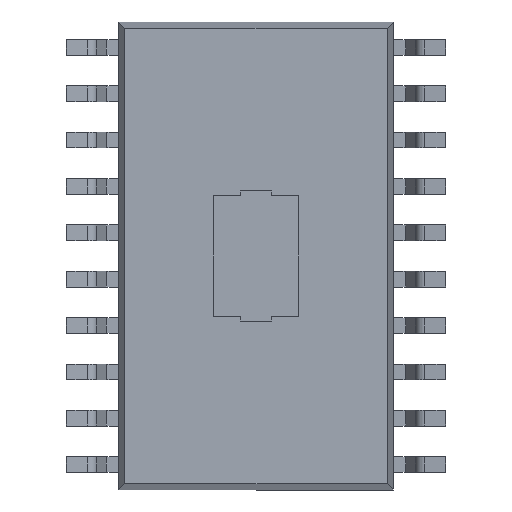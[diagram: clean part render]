
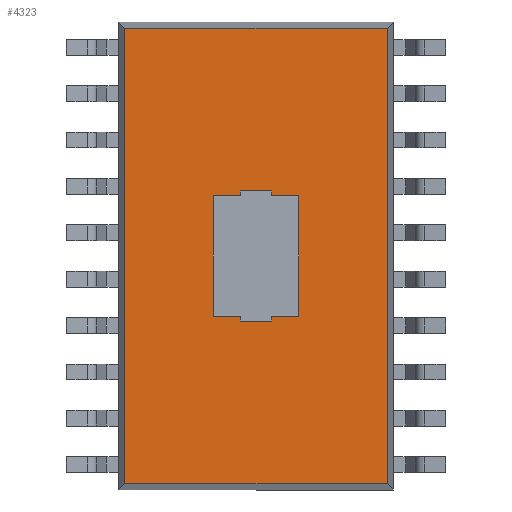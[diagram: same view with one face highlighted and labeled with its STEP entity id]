
A CAD part, front view. The second image highlights one B-rep face of the part: STEP entity #4323.
In plain terms, the highlighted planar face has unit normal (0, -1, 0).
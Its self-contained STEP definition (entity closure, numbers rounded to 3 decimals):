
#19 = CARTESIAN_POINT ( 'NONE',  ( -0.43, 0., -1.785 ) ) ;
#32 = ORIENTED_EDGE ( 'NONE', *, *, #3229, .F. ) ;
#90 = DIRECTION ( 'NONE',  ( 1., 0., 0. ) ) ;
#489 = VERTEX_POINT ( 'NONE', #6855 ) ;
#510 = VERTEX_POINT ( 'NONE', #6139 ) ;
#623 = EDGE_CURVE ( 'NONE', #3979, #510, #3407, .T. ) ;
#707 = VERTEX_POINT ( 'NONE', #3444 ) ;
#729 = VERTEX_POINT ( 'NONE', #8911 ) ;
#815 = DIRECTION ( 'NONE',  ( 0., 0., -1. ) ) ;
#890 = ORIENTED_EDGE ( 'NONE', *, *, #8252, .F. ) ;
#900 = EDGE_CURVE ( 'NONE', #7594, #2923, #6568, .T. ) ;
#931 = VERTEX_POINT ( 'NONE', #9315 ) ;
#1039 = FACE_OUTER_BOUND ( 'NONE', #2203, .T. ) ;
#1048 = EDGE_CURVE ( 'NONE', #1366, #707, #6154, .T. ) ;
#1155 = VECTOR ( 'NONE', #7721, 1000. ) ;
#1181 = LINE ( 'NONE', #5526, #8055 ) ;
#1341 = LINE ( 'NONE', #6370, #9431 ) ;
#1363 = DIRECTION ( 'NONE',  ( 0., 0., -1. ) ) ;
#1366 = VERTEX_POINT ( 'NONE', #4653 ) ;
#1463 = VERTEX_POINT ( 'NONE', #9441 ) ;
#1474 = ORIENTED_EDGE ( 'NONE', *, *, #9646, .F. ) ;
#1585 = LINE ( 'NONE', #4700, #6868 ) ;
#1594 = ORIENTED_EDGE ( 'NONE', *, *, #6613, .T. ) ;
#1681 = DIRECTION ( 'NONE',  ( 0., 0., 1. ) ) ;
#1715 = CARTESIAN_POINT ( 'NONE',  ( 0.43, 0., -1.655 ) ) ;
#1747 = ORIENTED_EDGE ( 'NONE', *, *, #9348, .T. ) ;
#1848 = EDGE_CURVE ( 'NONE', #510, #3798, #2790, .T. ) ;
#2203 = EDGE_LOOP ( 'NONE', ( #1594, #6639, #7897, #1747 ) ) ;
#2215 = CARTESIAN_POINT ( 'NONE',  ( -0.43, 0., -1.655 ) ) ;
#2316 = ORIENTED_EDGE ( 'NONE', *, *, #2586, .F. ) ;
#2372 = LINE ( 'NONE', #8794, #7415 ) ;
#2491 = ORIENTED_EDGE ( 'NONE', *, *, #623, .F. ) ;
#2586 = EDGE_CURVE ( 'NONE', #3533, #3979, #5986, .T. ) ;
#2642 = DIRECTION ( 'NONE',  ( 0., -1., 0. ) ) ;
#2790 = LINE ( 'NONE', #6682, #8088 ) ;
#2923 = VERTEX_POINT ( 'NONE', #6028 ) ;
#3049 = ORIENTED_EDGE ( 'NONE', *, *, #3607, .F. ) ;
#3130 = EDGE_LOOP ( 'NONE', ( #1474, #6738, #3994, #890, #6816, #8277, #5744, #32, #6415, #2491, #2316, #3049 ) ) ;
#3229 = EDGE_CURVE ( 'NONE', #3798, #1463, #1181, .T. ) ;
#3407 = LINE ( 'NONE', #4109, #9895 ) ;
#3408 = DIRECTION ( 'NONE',  ( 0., 0., -1. ) ) ;
#3443 = LINE ( 'NONE', #4243, #4201 ) ;
#3444 = CARTESIAN_POINT ( 'NONE',  ( 3.591, 0., -6.244 ) ) ;
#3533 = VERTEX_POINT ( 'NONE', #7703 ) ;
#3557 = CARTESIAN_POINT ( 'NONE',  ( -1.175, 0., 1.655 ) ) ;
#3607 = EDGE_CURVE ( 'NONE', #931, #3533, #5113, .T. ) ;
#3634 = VERTEX_POINT ( 'NONE', #1715 ) ;
#3652 = CARTESIAN_POINT ( 'NONE',  ( 0.43, 0., -1.655 ) ) ;
#3739 = CARTESIAN_POINT ( 'NONE',  ( 3.591, 0., 6.244 ) ) ;
#3798 = VERTEX_POINT ( 'NONE', #3557 ) ;
#3800 = EDGE_CURVE ( 'NONE', #707, #9259, #2372, .T. ) ;
#3912 = CARTESIAN_POINT ( 'NONE',  ( 0.43, 0., -1.785 ) ) ;
#3928 = DIRECTION ( 'NONE',  ( -1., 0., 0. ) ) ;
#3929 = VECTOR ( 'NONE', #6046, 1000. ) ;
#3979 = VERTEX_POINT ( 'NONE', #7903 ) ;
#3994 = ORIENTED_EDGE ( 'NONE', *, *, #8107, .F. ) ;
#4109 = CARTESIAN_POINT ( 'NONE',  ( -0.43, 0., 1.655 ) ) ;
#4201 = VECTOR ( 'NONE', #8793, 1000. ) ;
#4243 = CARTESIAN_POINT ( 'NONE',  ( -1.175, 0., -1.655 ) ) ;
#4323 = ADVANCED_FACE ( 'NONE', ( #9955, #1039 ), #6653, .T. ) ;
#4440 = VECTOR ( 'NONE', #6832, 1000. ) ;
#4606 = EDGE_CURVE ( 'NONE', #9173, #7594, #9818, .T. ) ;
#4653 = CARTESIAN_POINT ( 'NONE',  ( -3.591, 0., -6.244 ) ) ;
#4661 = DIRECTION ( 'NONE',  ( 0., 0., -1. ) ) ;
#4700 = CARTESIAN_POINT ( 'NONE',  ( 0.43, 0., 1.655 ) ) ;
#4889 = EDGE_CURVE ( 'NONE', #1463, #9173, #3443, .T. ) ;
#5113 = LINE ( 'NONE', #7882, #9847 ) ;
#5319 = CARTESIAN_POINT ( 'NONE',  ( -0.43, 0., -1.655 ) ) ;
#5364 = VECTOR ( 'NONE', #1363, 1000. ) ;
#5374 = CARTESIAN_POINT ( 'NONE',  ( -3.591, 0., 6.413 ) ) ;
#5526 = CARTESIAN_POINT ( 'NONE',  ( -1.175, 0., -1.655 ) ) ;
#5744 = ORIENTED_EDGE ( 'NONE', *, *, #4889, .F. ) ;
#5798 = LINE ( 'NONE', #8213, #3929 ) ;
#5986 = LINE ( 'NONE', #9436, #9027 ) ;
#6028 = CARTESIAN_POINT ( 'NONE',  ( 0.43, 0., -1.785 ) ) ;
#6046 = DIRECTION ( 'NONE',  ( -1., 0., 0. ) ) ;
#6071 = VECTOR ( 'NONE', #90, 1000. ) ;
#6139 = CARTESIAN_POINT ( 'NONE',  ( -0.43, 0., 1.655 ) ) ;
#6154 = LINE ( 'NONE', #8776, #7237 ) ;
#6370 = CARTESIAN_POINT ( 'NONE',  ( 1.175, 0., -1.655 ) ) ;
#6415 = ORIENTED_EDGE ( 'NONE', *, *, #1848, .F. ) ;
#6416 = LINE ( 'NONE', #3912, #1155 ) ;
#6441 = DIRECTION ( 'NONE',  ( 0., 0., 1. ) ) ;
#6453 = DIRECTION ( 'NONE',  ( 1., 0., 0. ) ) ;
#6568 = LINE ( 'NONE', #7069, #6071 ) ;
#6582 = LINE ( 'NONE', #5374, #5364 ) ;
#6613 = EDGE_CURVE ( 'NONE', #489, #1366, #6582, .T. ) ;
#6639 = ORIENTED_EDGE ( 'NONE', *, *, #1048, .T. ) ;
#6653 = PLANE ( 'NONE',  #7828 ) ;
#6682 = CARTESIAN_POINT ( 'NONE',  ( -1.175, 0., 1.655 ) ) ;
#6733 = DIRECTION ( 'NONE',  ( 0., 0., 1. ) ) ;
#6738 = ORIENTED_EDGE ( 'NONE', *, *, #9725, .F. ) ;
#6816 = ORIENTED_EDGE ( 'NONE', *, *, #900, .F. ) ;
#6832 = DIRECTION ( 'NONE',  ( 1., 0., 0. ) ) ;
#6855 = CARTESIAN_POINT ( 'NONE',  ( -3.591, 0., 6.244 ) ) ;
#6868 = VECTOR ( 'NONE', #7786, 1000. ) ;
#7069 = CARTESIAN_POINT ( 'NONE',  ( -0.43, 0., -1.785 ) ) ;
#7237 = VECTOR ( 'NONE', #6453, 1000. ) ;
#7343 = CARTESIAN_POINT ( 'NONE',  ( 0., 0., 0. ) ) ;
#7415 = VECTOR ( 'NONE', #6733, 1000. ) ;
#7463 = DIRECTION ( 'NONE',  ( -1., 0., 0. ) ) ;
#7594 = VERTEX_POINT ( 'NONE', #19 ) ;
#7703 = CARTESIAN_POINT ( 'NONE',  ( 0.43, 0., 1.785 ) ) ;
#7721 = DIRECTION ( 'NONE',  ( 0., 0., 1. ) ) ;
#7786 = DIRECTION ( 'NONE',  ( -1., 0., 0. ) ) ;
#7828 = AXIS2_PLACEMENT_3D ( 'NONE', #7343, #2642, #3408 ) ;
#7882 = CARTESIAN_POINT ( 'NONE',  ( 0.43, 0., 1.785 ) ) ;
#7897 = ORIENTED_EDGE ( 'NONE', *, *, #3800, .T. ) ;
#7903 = CARTESIAN_POINT ( 'NONE',  ( -0.43, 0., 1.785 ) ) ;
#8055 = VECTOR ( 'NONE', #815, 1000. ) ;
#8088 = VECTOR ( 'NONE', #7463, 1000. ) ;
#8107 = EDGE_CURVE ( 'NONE', #3634, #729, #8631, .T. ) ;
#8213 = CARTESIAN_POINT ( 'NONE',  ( 3.76, 0., 6.244 ) ) ;
#8236 = CARTESIAN_POINT ( 'NONE',  ( 1.175, 0., 1.655 ) ) ;
#8252 = EDGE_CURVE ( 'NONE', #2923, #3634, #6416, .T. ) ;
#8277 = ORIENTED_EDGE ( 'NONE', *, *, #4606, .F. ) ;
#8631 = LINE ( 'NONE', #3652, #4440 ) ;
#8776 = CARTESIAN_POINT ( 'NONE',  ( -3.76, 0., -6.244 ) ) ;
#8793 = DIRECTION ( 'NONE',  ( 1., 0., 0. ) ) ;
#8794 = CARTESIAN_POINT ( 'NONE',  ( 3.591, 0., -6.413 ) ) ;
#8911 = CARTESIAN_POINT ( 'NONE',  ( 1.175, 0., -1.655 ) ) ;
#8944 = VERTEX_POINT ( 'NONE', #8236 ) ;
#8988 = VECTOR ( 'NONE', #4661, 1000. ) ;
#9027 = VECTOR ( 'NONE', #3928, 1000. ) ;
#9173 = VERTEX_POINT ( 'NONE', #5319 ) ;
#9259 = VERTEX_POINT ( 'NONE', #3739 ) ;
#9315 = CARTESIAN_POINT ( 'NONE',  ( 0.43, 0., 1.655 ) ) ;
#9348 = EDGE_CURVE ( 'NONE', #9259, #489, #5798, .T. ) ;
#9431 = VECTOR ( 'NONE', #6441, 1000. ) ;
#9436 = CARTESIAN_POINT ( 'NONE',  ( -0.43, 0., 1.785 ) ) ;
#9441 = CARTESIAN_POINT ( 'NONE',  ( -1.175, 0., -1.655 ) ) ;
#9512 = DIRECTION ( 'NONE',  ( 0., 0., -1. ) ) ;
#9646 = EDGE_CURVE ( 'NONE', #8944, #931, #1585, .T. ) ;
#9725 = EDGE_CURVE ( 'NONE', #729, #8944, #1341, .T. ) ;
#9818 = LINE ( 'NONE', #2215, #8988 ) ;
#9847 = VECTOR ( 'NONE', #1681, 1000. ) ;
#9895 = VECTOR ( 'NONE', #9512, 1000. ) ;
#9955 = FACE_BOUND ( 'NONE', #3130, .T. ) ;
